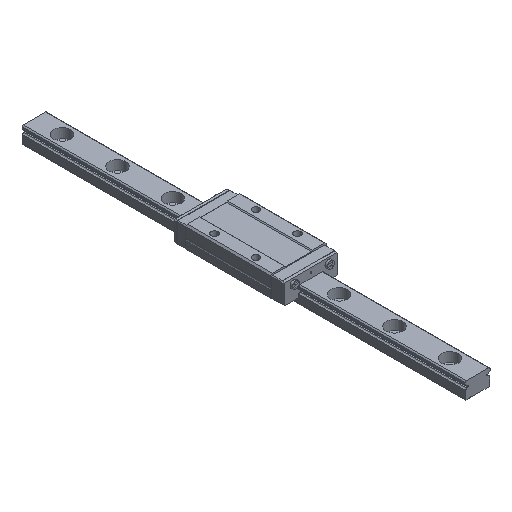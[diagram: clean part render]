
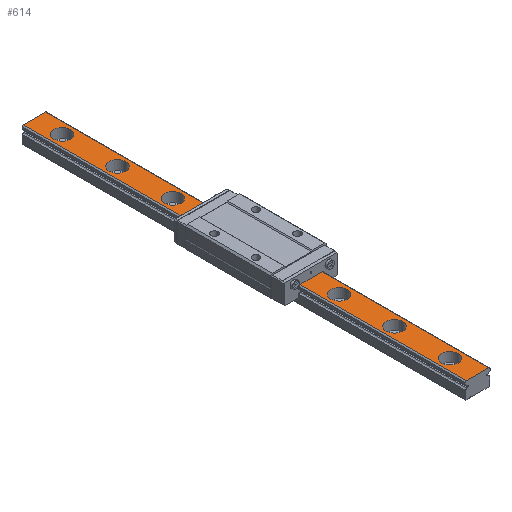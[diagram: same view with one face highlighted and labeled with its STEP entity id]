
A CAD part, isometric view. The second image highlights one B-rep face of the part: STEP entity #614.
In plain terms, the highlighted planar face has unit normal (0, 0, 1).
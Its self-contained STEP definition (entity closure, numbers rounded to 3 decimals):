
#614 = ADVANCED_FACE( '', ( #1266, #1267, #1268, #1269, #1270, #1271, #1272, #1273, #1274 ), #1275, .T. );
#1266 = FACE_BOUND( '', #1918, .T. );
#1267 = FACE_BOUND( '', #1919, .T. );
#1268 = FACE_BOUND( '', #1920, .T. );
#1269 = FACE_BOUND( '', #1921, .T. );
#1270 = FACE_BOUND( '', #1922, .T. );
#1271 = FACE_BOUND( '', #1923, .T. );
#1272 = FACE_BOUND( '', #1924, .T. );
#1273 = FACE_BOUND( '', #1925, .T. );
#1274 = FACE_OUTER_BOUND( '', #1926, .T. );
#1275 = PLANE( '', #1927 );
#1918 = EDGE_LOOP( '', ( #3552 ) );
#1919 = EDGE_LOOP( '', ( #3553 ) );
#1920 = EDGE_LOOP( '', ( #3554 ) );
#1921 = EDGE_LOOP( '', ( #3555 ) );
#1922 = EDGE_LOOP( '', ( #3556 ) );
#1923 = EDGE_LOOP( '', ( #3557 ) );
#1924 = EDGE_LOOP( '', ( #3558 ) );
#1925 = EDGE_LOOP( '', ( #3559 ) );
#1926 = EDGE_LOOP( '', ( #3560, #3561, #3562, #3563 ) );
#1927 = AXIS2_PLACEMENT_3D( '', #3564, #3565, #3566 );
#3552 = ORIENTED_EDGE( '', *, *, #3921, .T. );
#3553 = ORIENTED_EDGE( '', *, *, #3895, .T. );
#3554 = ORIENTED_EDGE( '', *, *, #3898, .T. );
#3555 = ORIENTED_EDGE( '', *, *, #3717, .T. );
#3556 = ORIENTED_EDGE( '', *, *, #4082, .T. );
#3557 = ORIENTED_EDGE( '', *, *, #3968, .T. );
#3558 = ORIENTED_EDGE( '', *, *, #4147, .T. );
#3559 = ORIENTED_EDGE( '', *, *, #4046, .T. );
#3560 = ORIENTED_EDGE( '', *, *, #4306, .F. );
#3561 = ORIENTED_EDGE( '', *, *, #4127, .F. );
#3562 = ORIENTED_EDGE( '', *, *, #3981, .T. );
#3563 = ORIENTED_EDGE( '', *, *, #4056, .T. );
#3564 = CARTESIAN_POINT( '', ( 4.074, -80., 6. ) );
#3565 = DIRECTION( '', ( 0., 0., 1. ) );
#3566 = DIRECTION( '', ( 1., 0., 0. ) );
#3717 = EDGE_CURVE( '', #4420, #4420, #4421, .T. );
#3895 = EDGE_CURVE( '', #4723, #4723, #4724, .T. );
#3898 = EDGE_CURVE( '', #4728, #4728, #4729, .T. );
#3921 = EDGE_CURVE( '', #4761, #4761, #4762, .T. );
#3968 = EDGE_CURVE( '', #4833, #4833, #4834, .T. );
#3981 = EDGE_CURVE( '', #4854, #4852, #4855, .T. );
#4046 = EDGE_CURVE( '', #4956, #4956, #4957, .T. );
#4056 = EDGE_CURVE( '', #4852, #4968, #4970, .T. );
#4082 = EDGE_CURVE( '', #5009, #5009, #5010, .T. );
#4127 = EDGE_CURVE( '', #4854, #5072, #5074, .T. );
#4147 = EDGE_CURVE( '', #5102, #5102, #5103, .T. );
#4306 = EDGE_CURVE( '', #5072, #4968, #5292, .T. );
#4420 = VERTEX_POINT( '', #5439 );
#4421 = CIRCLE( '', #5440, 3. );
#4723 = VERTEX_POINT( '', #5865 );
#4724 = CIRCLE( '', #5866, 3. );
#4728 = VERTEX_POINT( '', #5870 );
#4729 = CIRCLE( '', #5871, 3. );
#4761 = VERTEX_POINT( '', #5915 );
#4762 = CIRCLE( '', #5916, 3. );
#4833 = VERTEX_POINT( '', #6013 );
#4834 = CIRCLE( '', #6014, 3. );
#4852 = VERTEX_POINT( '', #6036 );
#4854 = VERTEX_POINT( '', #6038 );
#4855 = LINE( '', #6039, #6040 );
#4956 = VERTEX_POINT( '', #6186 );
#4957 = CIRCLE( '', #6187, 3. );
#4968 = VERTEX_POINT( '', #6203 );
#4970 = LINE( '', #6205, #6206 );
#5009 = VERTEX_POINT( '', #6257 );
#5010 = CIRCLE( '', #6258, 3. );
#5072 = VERTEX_POINT( '', #6343 );
#5074 = LINE( '', #6345, #6346 );
#5102 = VERTEX_POINT( '', #6383 );
#5103 = CIRCLE( '', #6384, 3. );
#5292 = LINE( '', #6649, #6650 );
#5439 = CARTESIAN_POINT( '', ( 3., -10., 6. ) );
#5440 = AXIS2_PLACEMENT_3D( '', #6724, #6725, #6726 );
#5865 = CARTESIAN_POINT( '', ( 3., -50., 6. ) );
#5866 = AXIS2_PLACEMENT_3D( '', #6907, #6908, #6909 );
#5870 = CARTESIAN_POINT( '', ( 3., -30., 6. ) );
#5871 = AXIS2_PLACEMENT_3D( '', #6913, #6914, #6915 );
#5915 = CARTESIAN_POINT( '', ( 3., -70., 6. ) );
#5916 = AXIS2_PLACEMENT_3D( '', #6937, #6938, #6939 );
#6013 = CARTESIAN_POINT( '', ( 3., 30., 6. ) );
#6014 = AXIS2_PLACEMENT_3D( '', #6987, #6988, #6989 );
#6036 = CARTESIAN_POINT( '', ( 4.074, -80., 6. ) );
#6038 = CARTESIAN_POINT( '', ( -4.074, -80., 6. ) );
#6039 = CARTESIAN_POINT( '', ( 4.074, -80., 6. ) );
#6040 = VECTOR( '', #7012, 1000. );
#6186 = CARTESIAN_POINT( '', ( 3., 70., 6. ) );
#6187 = AXIS2_PLACEMENT_3D( '', #7082, #7083, #7084 );
#6203 = CARTESIAN_POINT( '', ( 4.074, 80., 6. ) );
#6205 = CARTESIAN_POINT( '', ( 4.074, -80., 6. ) );
#6206 = VECTOR( '', #7093, 1000. );
#6257 = CARTESIAN_POINT( '', ( 3., 10., 6. ) );
#6258 = AXIS2_PLACEMENT_3D( '', #7130, #7131, #7132 );
#6343 = CARTESIAN_POINT( '', ( -4.074, 80., 6. ) );
#6345 = CARTESIAN_POINT( '', ( -4.074, -80., 6. ) );
#6346 = VECTOR( '', #7174, 1000. );
#6383 = CARTESIAN_POINT( '', ( 3., 50., 6. ) );
#6384 = AXIS2_PLACEMENT_3D( '', #7193, #7194, #7195 );
#6649 = CARTESIAN_POINT( '', ( 4.074, 80., 6. ) );
#6650 = VECTOR( '', #7308, 1000. );
#6724 = CARTESIAN_POINT( '', ( 0., -10., 6. ) );
#6725 = DIRECTION( '', ( 0., 0., -1. ) );
#6726 = DIRECTION( '', ( 1., 0., 0. ) );
#6907 = CARTESIAN_POINT( '', ( 0., -50., 6. ) );
#6908 = DIRECTION( '', ( 0., 0., -1. ) );
#6909 = DIRECTION( '', ( 1., 0., 0. ) );
#6913 = CARTESIAN_POINT( '', ( 0., -30., 6. ) );
#6914 = DIRECTION( '', ( 0., 0., -1. ) );
#6915 = DIRECTION( '', ( 1., 0., 0. ) );
#6937 = CARTESIAN_POINT( '', ( 0., -70., 6. ) );
#6938 = DIRECTION( '', ( 0., 0., -1. ) );
#6939 = DIRECTION( '', ( 1., 0., 0. ) );
#6987 = CARTESIAN_POINT( '', ( 0., 30., 6. ) );
#6988 = DIRECTION( '', ( 0., 0., -1. ) );
#6989 = DIRECTION( '', ( 1., 0., 0. ) );
#7012 = DIRECTION( '', ( 1., 0., 0. ) );
#7082 = CARTESIAN_POINT( '', ( 0., 70., 6. ) );
#7083 = DIRECTION( '', ( 0., 0., -1. ) );
#7084 = DIRECTION( '', ( 1., 0., 0. ) );
#7093 = DIRECTION( '', ( 0., 1., 0. ) );
#7130 = CARTESIAN_POINT( '', ( 0., 10., 6. ) );
#7131 = DIRECTION( '', ( 0., 0., -1. ) );
#7132 = DIRECTION( '', ( 1., 0., 0. ) );
#7174 = DIRECTION( '', ( 0., 1., 0. ) );
#7193 = CARTESIAN_POINT( '', ( 0., 50., 6. ) );
#7194 = DIRECTION( '', ( 0., 0., -1. ) );
#7195 = DIRECTION( '', ( 1., 0., 0. ) );
#7308 = DIRECTION( '', ( 1., 0., 0. ) );
